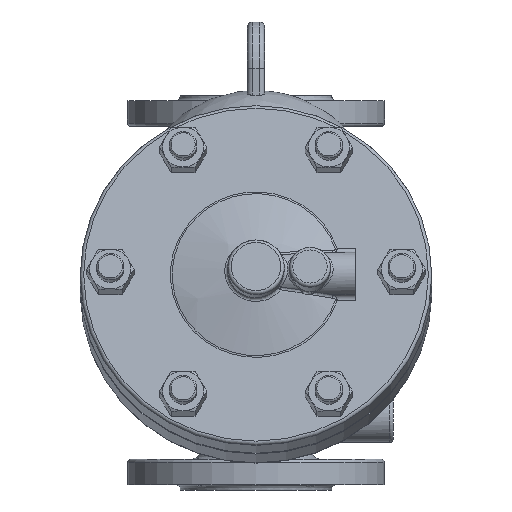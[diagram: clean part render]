
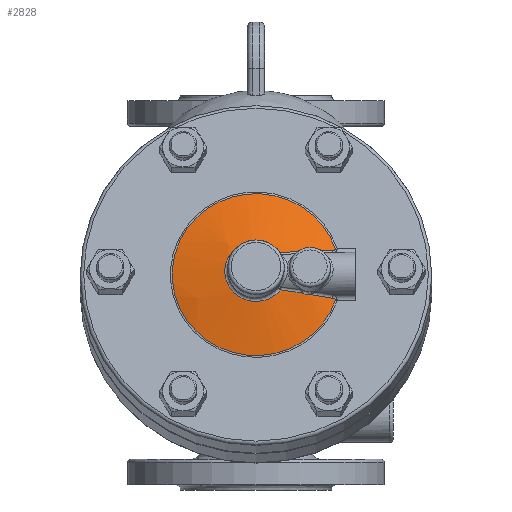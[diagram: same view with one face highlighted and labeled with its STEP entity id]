
A CAD part, left-side view. The second image highlights one B-rep face of the part: STEP entity #2828.
In plain terms, the highlighted spherical face has radius 140 mm.
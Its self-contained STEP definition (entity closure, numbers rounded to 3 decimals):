
#1739=CARTESIAN_POINT('',(-284.654,-26.889,114.846));
#1740=VERTEX_POINT('',#1739);
#2232=CARTESIAN_POINT('',(-283.647,-32.219,113.891));
#2233=VERTEX_POINT('',#2232);
#2366=CARTESIAN_POINT('',(-276.755,-32.219,139.614));
#2367=VERTEX_POINT('',#2366);
#2473=CARTESIAN_POINT('',(-284.654,-26.889,114.846));
#2474=CARTESIAN_POINT('',(-284.557,-27.618,114.565));
#2475=CARTESIAN_POINT('',(-284.281,-29.38,114.045));
#2476=CARTESIAN_POINT('',(-283.894,-31.2,113.874));
#2477=CARTESIAN_POINT('',(-283.647,-32.219,113.891));
#2478=B_SPLINE_CURVE_WITH_KNOTS('',3,(#2473,#2474,#2475,#2476,#2477),.UNSPECIFIED.,.F.,.U.,(4,1,4),(-0.557,-0.318,0.),.UNSPECIFIED.);
#2479=EDGE_CURVE('',#1740,#2233,#2478,.T.);
#2530=CARTESIAN_POINT('',(-278.104,-26.889,139.291));
#2531=VERTEX_POINT('',#2530);
#2550=CARTESIAN_POINT('',(-276.755,-32.219,139.614));
#2551=CARTESIAN_POINT('',(-276.909,-31.452,139.718));
#2552=CARTESIAN_POINT('',(-277.315,-29.639,139.812));
#2553=CARTESIAN_POINT('',(-277.803,-27.868,139.553));
#2554=CARTESIAN_POINT('',(-278.104,-26.889,139.291));
#2555=B_SPLINE_CURVE_WITH_KNOTS('',3,(#2550,#2551,#2552,#2553,#2554),.UNSPECIFIED.,.F.,.U.,(4,1,4),(-0.732,-0.493,-0.174),.UNSPECIFIED.);
#2556=EDGE_CURVE('',#2367,#2531,#2555,.T.);
#2737=CARTESIAN_POINT('',(-149.231,0.0,91.659));
#2738=DIRECTION('',(0.0,0.0,1.0));
#2739=DIRECTION('',(1.0,0.0,0.0));
#2740=AXIS2_PLACEMENT_3D('',#2737,#2738,#2739);
#2741=SPHERICAL_SURFACE('',#2740,140.);
#2742=ORIENTED_EDGE('',*,*,#2556,.F.);
#2743=CARTESIAN_POINT('',(-272.904,-44.542,139.836));
#2744=VERTEX_POINT('',#2743);
#2745=CARTESIAN_POINT('',(-272.904,-44.542,139.836));
#2746=CARTESIAN_POINT('',(-274.324,-40.487,139.94));
#2747=CARTESIAN_POINT('',(-275.624,-36.375,139.83));
#2748=CARTESIAN_POINT('',(-276.755,-32.219,139.614));
#2749=B_SPLINE_CURVE_WITH_KNOTS('',3,(#2745,#2746,#2747,#2748),.UNSPECIFIED.,.F.,.U.,(4,4),(-3.151,-1.845),.UNSPECIFIED.);
#2750=EDGE_CURVE('',#2744,#2367,#2749,.T.);
#2751=ORIENTED_EDGE('',*,*,#2750,.F.);
#2752=CARTESIAN_POINT('',(-272.029,-46.475,140.248));
#2753=VERTEX_POINT('',#2752);
#2754=CARTESIAN_POINT('',(-272.029,-46.475,140.248));
#2755=CARTESIAN_POINT('',(-272.066,-46.431,140.195));
#2756=CARTESIAN_POINT('',(-272.117,-46.356,140.138));
#2757=CARTESIAN_POINT('',(-272.19,-46.234,140.07));
#2758=CARTESIAN_POINT('',(-272.248,-46.127,140.023));
#2759=CARTESIAN_POINT('',(-272.339,-45.948,139.962));
#2760=CARTESIAN_POINT('',(-272.447,-45.715,139.908));
#2761=CARTESIAN_POINT('',(-272.57,-45.428,139.866));
#2762=CARTESIAN_POINT('',(-272.726,-45.038,139.834));
#2763=CARTESIAN_POINT('',(-272.835,-44.74,139.831));
#2764=CARTESIAN_POINT('',(-272.904,-44.542,139.836));
#2765=B_SPLINE_CURVE_WITH_KNOTS('',3,(#2754,#2755,#2756,#2757,#2758,#2759,#2760,#2761,#2762,#2763,#2764),.UNSPECIFIED.,.F.,.U.,(4,1,1,1,1,1,1,1,4),(-0.223,-0.199,-0.191,-0.175,-0.159,-0.127,-0.096,-0.064,0.),.UNSPECIFIED.);
#2766=EDGE_CURVE('',#2753,#2744,#2765,.T.);
#2767=ORIENTED_EDGE('',*,*,#2766,.F.);
#2768=CARTESIAN_POINT('',(-279.871,-46.475,110.979));
#2769=VERTEX_POINT('',#2768);
#2770=CARTESIAN_POINT('',(-275.95,0.0,125.613));
#2771=DIRECTION('',(0.966,0.,-0.259));
#2772=DIRECTION('',(0.,1.0,0.));
#2773=AXIS2_PLACEMENT_3D('',#2770,#2771,#2772);
#2774=CIRCLE('',#2773,48.882);
#2775=EDGE_CURVE('',#2769,#2753,#2774,.T.);
#2776=ORIENTED_EDGE('',*,*,#2775,.F.);
#2777=CARTESIAN_POINT('',(-280.423,-44.542,111.773));
#2778=VERTEX_POINT('',#2777);
#2779=CARTESIAN_POINT('',(-280.423,-44.542,111.773));
#2780=CARTESIAN_POINT('',(-280.361,-44.74,111.743));
#2781=CARTESIAN_POINT('',(-280.268,-45.038,111.686));
#2782=CARTESIAN_POINT('',(-280.149,-45.428,111.58));
#2783=CARTESIAN_POINT('',(-280.064,-45.715,111.482));
#2784=CARTESIAN_POINT('',(-279.998,-45.948,111.382));
#2785=CARTESIAN_POINT('',(-279.949,-46.127,111.284));
#2786=CARTESIAN_POINT('',(-279.922,-46.234,111.214));
#2787=CARTESIAN_POINT('',(-279.893,-46.356,111.119));
#2788=CARTESIAN_POINT('',(-279.877,-46.431,111.044));
#2789=CARTESIAN_POINT('',(-279.871,-46.475,110.979));
#2790=B_SPLINE_CURVE_WITH_KNOTS('',3,(#2779,#2780,#2781,#2782,#2783,#2784,#2785,#2786,#2787,#2788,#2789),.UNSPECIFIED.,.F.,.U.,(4,1,1,1,1,1,1,1,4),(-0.223,-0.159,-0.127,-0.096,-0.064,-0.048,-0.032,-0.024,0.),.UNSPECIFIED.);
#2791=EDGE_CURVE('',#2778,#2769,#2790,.T.);
#2792=ORIENTED_EDGE('',*,*,#2791,.F.);
#2793=CARTESIAN_POINT('',(-283.647,-32.219,113.891));
#2794=CARTESIAN_POINT('',(-282.776,-36.375,113.139));
#2795=CARTESIAN_POINT('',(-281.705,-40.487,112.393));
#2796=CARTESIAN_POINT('',(-280.423,-44.542,111.773));
#2797=B_SPLINE_CURVE_WITH_KNOTS('',3,(#2793,#2794,#2795,#2796),.UNSPECIFIED.,.F.,.U.,(4,4),(-1.782,-0.476),.UNSPECIFIED.);
#2798=EDGE_CURVE('',#2233,#2778,#2797,.T.);
#2799=ORIENTED_EDGE('',*,*,#2798,.F.);
#2800=ORIENTED_EDGE('',*,*,#2479,.F.);
#2801=CARTESIAN_POINT('',(-286.208,-14.392,116.762));
#2802=VERTEX_POINT('',#2801);
#2803=CARTESIAN_POINT('',(-286.208,-14.392,116.762));
#2804=CARTESIAN_POINT('',(-285.861,-18.583,116.253));
#2805=CARTESIAN_POINT('',(-285.351,-22.754,115.572));
#2806=CARTESIAN_POINT('',(-284.654,-26.889,114.846));
#2807=B_SPLINE_CURVE_WITH_KNOTS('',3,(#2803,#2804,#2805,#2806),.UNSPECIFIED.,.F.,.U.,(4,4),(-3.627,-2.338),.UNSPECIFIED.);
#2808=EDGE_CURVE('',#2802,#1740,#2807,.T.);
#2809=ORIENTED_EDGE('',*,*,#2808,.F.);
#2810=CARTESIAN_POINT('',(-280.408,-14.392,138.408));
#2811=VERTEX_POINT('',#2810);
#2812=CARTESIAN_POINT('',(-283.308,0.,127.585));
#2813=DIRECTION('',(-0.966,0.0,0.259));
#2814=DIRECTION('',(-0.259,0.0,-0.966));
#2815=AXIS2_PLACEMENT_3D('',#2812,#2813,#2814);
#2816=CIRCLE('',#2815,18.239);
#2817=EDGE_CURVE('',#2811,#2802,#2816,.T.);
#2818=ORIENTED_EDGE('',*,*,#2817,.F.);
#2819=CARTESIAN_POINT('',(-278.104,-26.889,139.291));
#2820=CARTESIAN_POINT('',(-279.07,-22.754,139.01));
#2821=CARTESIAN_POINT('',(-279.853,-18.583,138.676));
#2822=CARTESIAN_POINT('',(-280.408,-14.392,138.408));
#2823=B_SPLINE_CURVE_WITH_KNOTS('',3,(#2819,#2820,#2821,#2822),.UNSPECIFIED.,.F.,.U.,(4,4),(-1.289,0.0),.UNSPECIFIED.);
#2824=EDGE_CURVE('',#2531,#2811,#2823,.T.);
#2825=ORIENTED_EDGE('',*,*,#2824,.F.);
#2826=EDGE_LOOP('',(#2742,#2751,#2767,#2776,#2792,#2799,#2800,#2809,#2818,#2825));
#2827=FACE_OUTER_BOUND('',#2826,.T.);
#2828=ADVANCED_FACE('',(#2827),#2741,.T.);
